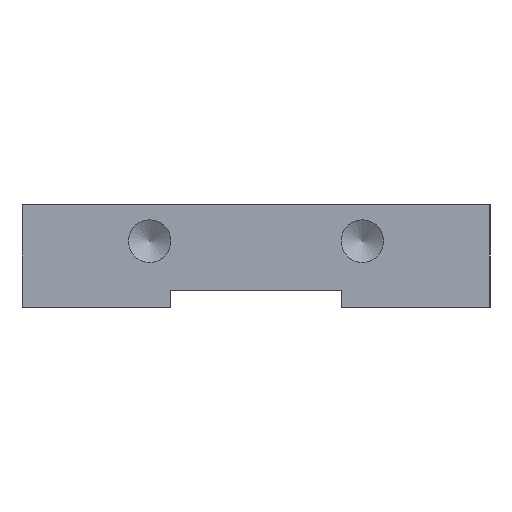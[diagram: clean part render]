
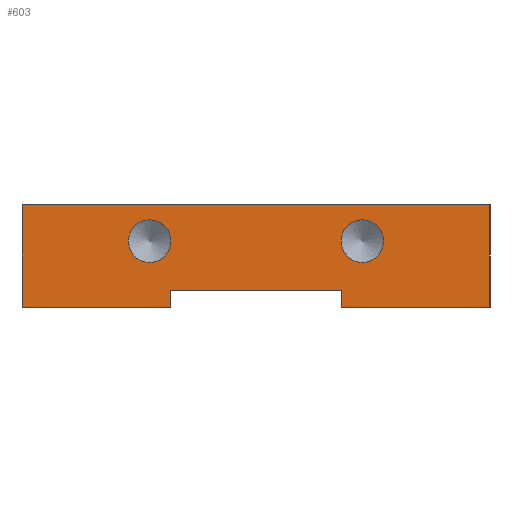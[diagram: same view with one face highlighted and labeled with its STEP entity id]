
A CAD part, left-side view. The second image highlights one B-rep face of the part: STEP entity #603.
In plain terms, the highlighted planar face has unit normal (-1, 0, 0).
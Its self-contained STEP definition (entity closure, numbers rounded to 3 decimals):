
#603=ADVANCED_FACE('',(#1721,#1722,#1723),#735,.T.);
#735=PLANE('',#4885);
#737=LINE('',#6143,#1145);
#743=LINE('',#6162,#1151);
#749=LINE('',#6179,#1157);
#767=LINE('',#6214,#1175);
#774=LINE('',#6228,#1182);
#777=LINE('',#6234,#1185);
#812=LINE('',#6424,#1220);
#830=LINE('',#6487,#1238);
#1145=VECTOR('',#4899,1.);
#1151=VECTOR('',#4913,1.);
#1157=VECTOR('',#4925,1.);
#1175=VECTOR('',#4945,1.);
#1182=VECTOR('',#4954,1.);
#1185=VECTOR('',#4959,1.);
#1220=VECTOR('',#5116,1.);
#1238=VECTOR('',#5164,1.);
#1721=FACE_BOUND('',#2061,.T.);
#1722=FACE_BOUND('',#2062,.T.);
#1723=FACE_BOUND('',#2063,.T.);
#2061=EDGE_LOOP('',(#3246));
#2062=EDGE_LOOP('',(#3247));
#2063=EDGE_LOOP('',(#3248,#3249,#3250,#3251,#3252,#3253,#3254,#3255));
#3246=ORIENTED_EDGE('',*,*,#4272,.T.);
#3247=ORIENTED_EDGE('',*,*,#4273,.T.);
#3248=ORIENTED_EDGE('',*,*,#3822,.F.);
#3249=ORIENTED_EDGE('',*,*,#3717,.F.);
#3250=ORIENTED_EDGE('',*,*,#3682,.F.);
#3251=ORIENTED_EDGE('',*,*,#3724,.T.);
#3252=ORIENTED_EDGE('',*,*,#3854,.T.);
#3253=ORIENTED_EDGE('',*,*,#3727,.T.);
#3254=ORIENTED_EDGE('',*,*,#3691,.F.);
#3255=ORIENTED_EDGE('',*,*,#3699,.F.);
#3264=VERTEX_POINT('',#6142);
#3265=VERTEX_POINT('',#6144);
#3273=VERTEX_POINT('',#6161);
#3274=VERTEX_POINT('',#6163);
#3281=VERTEX_POINT('',#6178);
#3298=VERTEX_POINT('',#6215);
#3304=VERTEX_POINT('',#6229);
#3306=VERTEX_POINT('',#6235);
#3674=VERTEX_POINT('',#7366);
#3675=VERTEX_POINT('',#7368);
#3682=EDGE_CURVE('',#3264,#3265,#737,.T.);
#3691=EDGE_CURVE('',#3273,#3274,#743,.T.);
#3699=EDGE_CURVE('',#3281,#3273,#749,.T.);
#3717=EDGE_CURVE('',#3265,#3298,#767,.T.);
#3724=EDGE_CURVE('',#3264,#3304,#774,.T.);
#3727=EDGE_CURVE('',#3306,#3274,#777,.T.);
#3822=EDGE_CURVE('',#3298,#3281,#812,.T.);
#3854=EDGE_CURVE('',#3304,#3306,#830,.T.);
#4272=EDGE_CURVE('',#3674,#3674,#4460,.T.);
#4273=EDGE_CURVE('',#3675,#3675,#4461,.T.);
#4460=CIRCLE('',#4883,2.5);
#4461=CIRCLE('',#4884,2.5);
#4883=AXIS2_PLACEMENT_3D('',#7365,#6118,#6119);
#4884=AXIS2_PLACEMENT_3D('',#7367,#6120,#6121);
#4885=AXIS2_PLACEMENT_3D('',#7369,#6122,#6123);
#4899=DIRECTION('',(0.,1.,0.));
#4913=DIRECTION('',(0.,1.,0.));
#4925=DIRECTION('',(0.,0.,-1.));
#4945=DIRECTION('',(0.,0.,1.));
#4954=DIRECTION('',(0.,0.,1.));
#4959=DIRECTION('',(0.,0.,-1.));
#5116=DIRECTION('',(0.,-1.,0.));
#5164=DIRECTION('',(0.,-1.,0.));
#6118=DIRECTION('',(1.,0.,0.));
#6119=DIRECTION('',(0.,0.,-1.));
#6120=DIRECTION('',(1.,0.,0.));
#6121=DIRECTION('',(0.,0.,-1.));
#6122=DIRECTION('',(-1.,0.,0.));
#6123=DIRECTION('',(0.,0.,1.));
#6142=CARTESIAN_POINT('',(357.017,347.125,83.));
#6143=CARTESIAN_POINT('',(357.017,337.125,83.));
#6144=CARTESIAN_POINT('',(357.017,364.625,83.));
#6161=CARTESIAN_POINT('',(357.017,309.625,83.));
#6162=CARTESIAN_POINT('',(357.017,337.125,83.));
#6163=CARTESIAN_POINT('',(357.017,327.125,83.));
#6178=CARTESIAN_POINT('',(357.017,309.625,95.));
#6179=CARTESIAN_POINT('',(357.017,309.625,83.));
#6214=CARTESIAN_POINT('',(357.017,364.625,95.));
#6215=CARTESIAN_POINT('',(357.017,364.625,95.));
#6228=CARTESIAN_POINT('',(357.017,347.125,85.));
#6229=CARTESIAN_POINT('',(357.017,347.125,85.));
#6234=CARTESIAN_POINT('',(357.017,327.125,83.));
#6235=CARTESIAN_POINT('',(357.017,327.125,85.));
#6424=CARTESIAN_POINT('',(357.017,309.625,95.));
#6487=CARTESIAN_POINT('',(357.017,327.125,85.));
#7365=CARTESIAN_POINT('',(357.017,349.625,90.75));
#7366=CARTESIAN_POINT('',(357.017,349.625,88.25));
#7367=CARTESIAN_POINT('',(357.017,324.625,90.75));
#7368=CARTESIAN_POINT('',(357.017,324.625,88.25));
#7369=CARTESIAN_POINT('',(357.017,337.125,89.));
